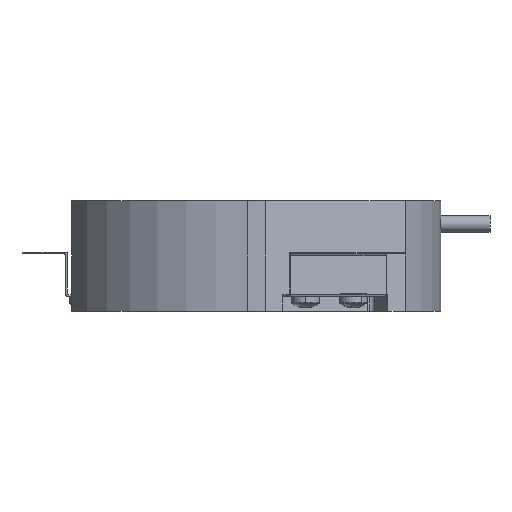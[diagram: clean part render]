
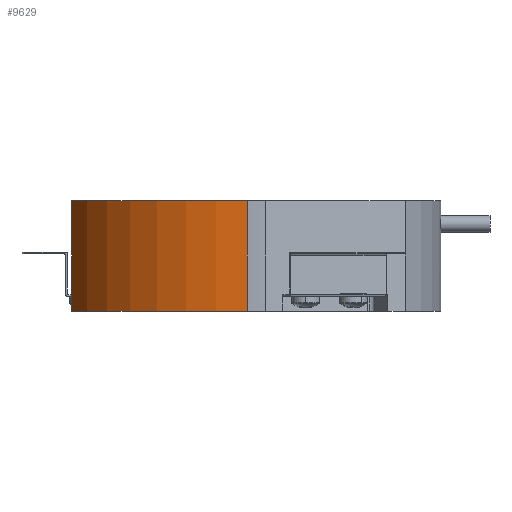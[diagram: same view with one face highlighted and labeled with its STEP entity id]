
A CAD part, left-side view. The second image highlights one B-rep face of the part: STEP entity #9629.
In plain terms, the highlighted cylindrical face has radius 35 mm (diameter 70 mm), a partial arc.
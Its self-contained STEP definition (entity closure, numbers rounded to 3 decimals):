
#888 = EDGE_CURVE ( 'NONE', #61457, #9597, #29573, .T. ) ;
#5244 = CARTESIAN_POINT ( 'NONE',  ( -14.621, 31.8, 20. ) ) ;
#7384 = ORIENTED_EDGE ( 'NONE', *, *, #23189, .T. ) ;
#8138 = EDGE_CURVE ( 'NONE', #36026, #61457, #62702, .T. ) ;
#9597 = VERTEX_POINT ( 'NONE', #61133 ) ;
#9629 = ADVANCED_FACE ( 'NONE', ( #16231 ), #44064, .T. ) ;
#9903 = CARTESIAN_POINT ( 'NONE',  ( 0., 0., 0. ) ) ;
#11248 = ORIENTED_EDGE ( 'NONE', *, *, #8138, .T. ) ;
#13192 = CIRCLE ( 'NONE', #51165, 35. ) ;
#16231 = FACE_OUTER_BOUND ( 'NONE', #45135, .T. ) ;
#22241 = VECTOR ( 'NONE', #49559, 1000. ) ;
#22768 = DIRECTION ( 'NONE',  ( 0.5, -0.866, 0. ) ) ;
#23189 = EDGE_CURVE ( 'NONE', #30415, #36026, #13192, .T. ) ;
#25583 = LINE ( 'NONE', #35764, #57353 ) ;
#25615 = DIRECTION ( 'NONE',  ( 0., 0., 1. ) ) ;
#25852 = CARTESIAN_POINT ( 'NONE',  ( 0., 0., 18. ) ) ;
#27595 = CARTESIAN_POINT ( 'NONE',  ( -35., 0., 20. ) ) ;
#29090 = CARTESIAN_POINT ( 'NONE',  ( -14.621, 31.8, 18. ) ) ;
#29573 = CIRCLE ( 'NONE', #39358, 35. ) ;
#30415 = VERTEX_POINT ( 'NONE', #27595 ) ;
#30429 = DIRECTION ( 'NONE',  ( 0., 0., -1. ) ) ;
#32830 = ORIENTED_EDGE ( 'NONE', *, *, #888, .T. ) ;
#35764 = CARTESIAN_POINT ( 'NONE',  ( -35., 0., 18. ) ) ;
#35871 = DIRECTION ( 'NONE',  ( 0., 0., -1. ) ) ;
#36026 = VERTEX_POINT ( 'NONE', #5244 ) ;
#37430 = CARTESIAN_POINT ( 'NONE',  ( 0., 0., 20. ) ) ;
#38550 = AXIS2_PLACEMENT_3D ( 'NONE', #25852, #35871, #40762 ) ;
#39358 = AXIS2_PLACEMENT_3D ( 'NONE', #9903, #25615, #39885 ) ;
#39885 = DIRECTION ( 'NONE',  ( 1., 0., 0. ) ) ;
#40762 = DIRECTION ( 'NONE',  ( -1., 0., 0. ) ) ;
#41599 = EDGE_CURVE ( 'NONE', #30415, #9597, #25583, .T. ) ;
#44064 = CYLINDRICAL_SURFACE ( 'NONE', #38550, 35. ) ;
#45135 = EDGE_LOOP ( 'NONE', ( #53793, #7384, #11248, #32830 ) ) ;
#49559 = DIRECTION ( 'NONE',  ( 0., 0., -1. ) ) ;
#51165 = AXIS2_PLACEMENT_3D ( 'NONE', #37430, #52282, #22768 ) ;
#52282 = DIRECTION ( 'NONE',  ( 0., 0., -1. ) ) ;
#53793 = ORIENTED_EDGE ( 'NONE', *, *, #41599, .F. ) ;
#57353 = VECTOR ( 'NONE', #30429, 1000. ) ;
#59330 = CARTESIAN_POINT ( 'NONE',  ( -14.621, 31.8, 0. ) ) ;
#61133 = CARTESIAN_POINT ( 'NONE',  ( -35., 0., 0. ) ) ;
#61457 = VERTEX_POINT ( 'NONE', #59330 ) ;
#62702 = LINE ( 'NONE', #29090, #22241 ) ;
